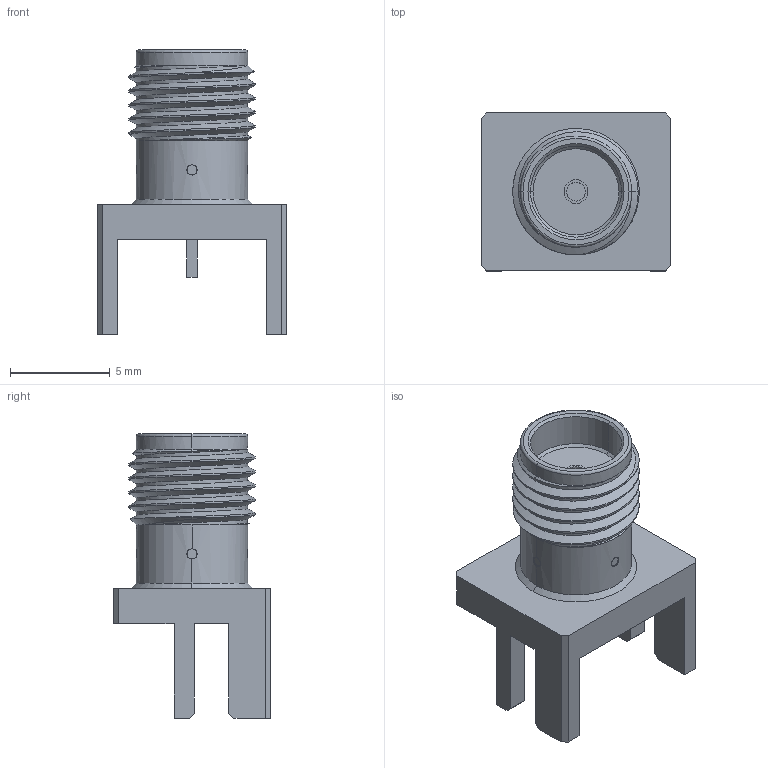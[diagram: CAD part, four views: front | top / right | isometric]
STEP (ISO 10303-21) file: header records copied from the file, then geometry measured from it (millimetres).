
FILE_DESCRIPTION (( 'STEP AP203' ), '1' );
FILE_NAME ('SC8005.step', '2019-05-06T17:43:41', ( '' ), ( '' ), 'SwSTEP 2.0', 'SolidWorks 2018', '' );
FILE_SCHEMA (( 'CONFIG_CONTROL_DESIGN' ));
Length unit declared in the file: inch
Products named in the file (1): SC8005
Bounding box: 9.52 x 7.92 x 14.27 mm (x, y, z)
Volume: 329.2 mm3; surface area: 527.4 mm2
Topology: 1 solids, 1 shells, 92 faces, 228 edges, 147 vertices
Faces by surface type: plane 43, cylinder 32, cone 12, bspline 3, torus 2
Entity records: 3893 total; most frequent: CARTESIAN_POINT 1718, ORIENTED_EDGE 456, DIRECTION 403, EDGE_CURVE 228, VERTEX_POINT 147, AXIS2_PLACEMENT_3D 135, VECTOR 133, LINE 133
